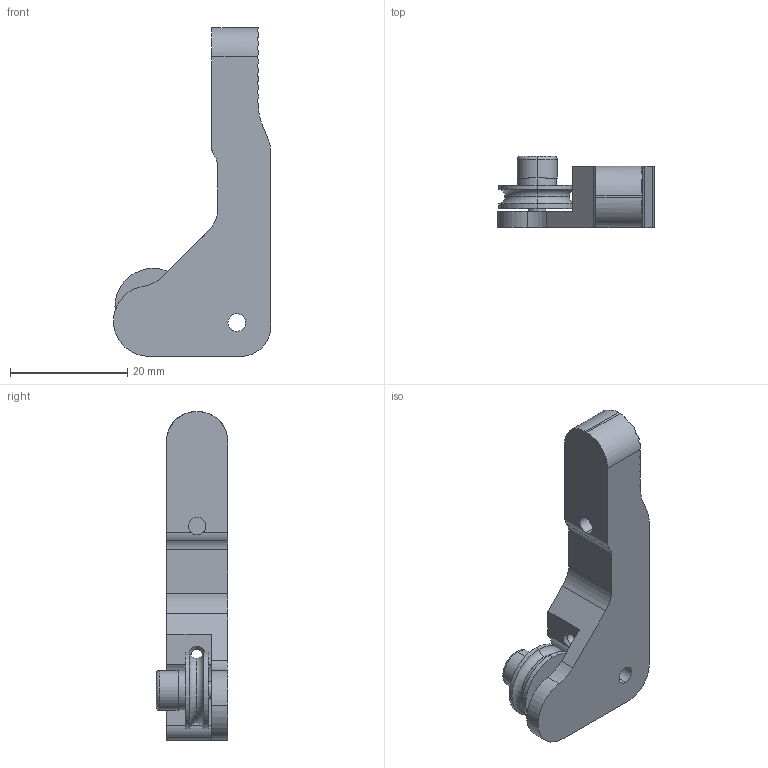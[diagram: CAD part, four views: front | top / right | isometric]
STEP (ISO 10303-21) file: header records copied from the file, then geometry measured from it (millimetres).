
FILE_DESCRIPTION (( 'STEP AP214' ), '1' );
FILE_NAME ('Pt2_Extruder_DIY_3DPrinter.STEP', '2024-10-07T15:19:04', ( '' ), ( '' ), 'SwSTEP 2.0', 'SolidWorks 2010', '' );
FILE_SCHEMA (( 'AUTOMOTIVE_DESIGN' ));
Length unit declared in the file: millimetre
Products named in the file (1): Pt2_Extruder_DIY_3DPrinter
Bounding box: 26.75 x 12.15 x 56 mm (x, y, z)
Volume: 6762.2 mm3; surface area: 3688.8 mm2
Topology: 1 solids, 1 shells, 121 faces, 326 edges, 212 vertices
Faces by surface type: cylinder 59, plane 52, torus 6, cone 4
Entity records: 4134 total; most frequent: CARTESIAN_POINT 788, ORIENTED_EDGE 652, DIRECTION 650, EDGE_CURVE 326, AXIS2_PLACEMENT_3D 238, VERTEX_POINT 212, VECTOR 174, LINE 174
